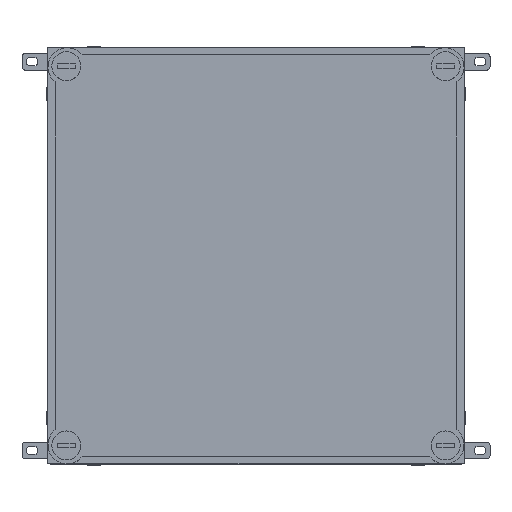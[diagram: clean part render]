
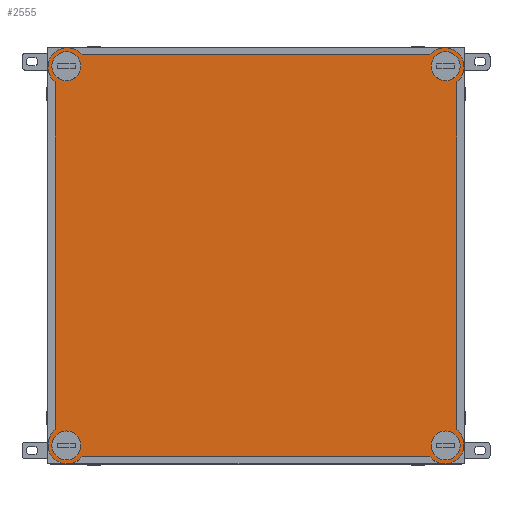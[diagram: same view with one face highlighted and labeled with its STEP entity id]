
A CAD part, top view. The second image highlights one B-rep face of the part: STEP entity #2555.
In plain terms, the highlighted planar face has unit normal (0, 0, 1).
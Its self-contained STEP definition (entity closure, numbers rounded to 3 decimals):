
#2555 = ADVANCED_FACE( '', ( #6578, #6579, #6580, #6581, #6582 ), #6583, .T. );
#6578 = FACE_BOUND( '', #12832, .T. );
#6579 = FACE_BOUND( '', #12833, .T. );
#6580 = FACE_BOUND( '', #12834, .T. );
#6581 = FACE_BOUND( '', #12835, .T. );
#6582 = FACE_OUTER_BOUND( '', #12836, .T. );
#6583 = PLANE( '', #12837 );
#12832 = EDGE_LOOP( '', ( #22266 ) );
#12833 = EDGE_LOOP( '', ( #22267 ) );
#12834 = EDGE_LOOP( '', ( #22268 ) );
#12835 = EDGE_LOOP( '', ( #22269 ) );
#12836 = EDGE_LOOP( '', ( #22270, #22271, #22272, #22273, #22274, #22275, #22276, #22277 ) );
#12837 = AXIS2_PLACEMENT_3D( '', #22278, #22279, #22280 );
#22266 = ORIENTED_EDGE( '', *, *, #36869, .F. );
#22267 = ORIENTED_EDGE( '', *, *, #36870, .F. );
#22268 = ORIENTED_EDGE( '', *, *, #36871, .F. );
#22269 = ORIENTED_EDGE( '', *, *, #36872, .F. );
#22270 = ORIENTED_EDGE( '', *, *, #36873, .T. );
#22271 = ORIENTED_EDGE( '', *, *, #36874, .T. );
#22272 = ORIENTED_EDGE( '', *, *, #36875, .T. );
#22273 = ORIENTED_EDGE( '', *, *, #36876, .T. );
#22274 = ORIENTED_EDGE( '', *, *, #36160, .F. );
#22275 = ORIENTED_EDGE( '', *, *, #36877, .T. );
#22276 = ORIENTED_EDGE( '', *, *, #36878, .F. );
#22277 = ORIENTED_EDGE( '', *, *, #36879, .T. );
#22278 = CARTESIAN_POINT( '', ( 0., 0., 30. ) );
#22279 = DIRECTION( '', ( 0., 0., 1. ) );
#22280 = DIRECTION( '', ( 1., 0., 0. ) );
#36160 = EDGE_CURVE( '', #42994, #42995, #42996, .T. );
#36869 = EDGE_CURVE( '', #44208, #44208, #44209, .T. );
#36870 = EDGE_CURVE( '', #44210, #44210, #44211, .T. );
#36871 = EDGE_CURVE( '', #44212, #44212, #44213, .T. );
#36872 = EDGE_CURVE( '', #44214, #44214, #44215, .T. );
#36873 = EDGE_CURVE( '', #44216, #44217, #44218, .T. );
#36874 = EDGE_CURVE( '', #44217, #44219, #44220, .T. );
#36875 = EDGE_CURVE( '', #44219, #44221, #44222, .T. );
#36876 = EDGE_CURVE( '', #44221, #42995, #44223, .T. );
#36877 = EDGE_CURVE( '', #42994, #44224, #44225, .T. );
#36878 = EDGE_CURVE( '', #44226, #44224, #44227, .T. );
#36879 = EDGE_CURVE( '', #44226, #44216, #44228, .T. );
#42994 = VERTEX_POINT( '', #52595 );
#42995 = VERTEX_POINT( '', #52596 );
#42996 = LINE( '', #52597, #52598 );
#44208 = VERTEX_POINT( '', #54230 );
#44209 = CIRCLE( '', #54231, 13. );
#44210 = VERTEX_POINT( '', #54232 );
#44211 = CIRCLE( '', #54233, 13. );
#44212 = VERTEX_POINT( '', #54234 );
#44213 = CIRCLE( '', #54235, 13. );
#44214 = VERTEX_POINT( '', #54236 );
#44215 = CIRCLE( '', #54237, 13. );
#44216 = VERTEX_POINT( '', #54238 );
#44217 = VERTEX_POINT( '', #54239 );
#44218 = LINE( '', #54240, #54241 );
#44219 = VERTEX_POINT( '', #54242 );
#44220 = CIRCLE( '', #54243, 17.18 );
#44221 = VERTEX_POINT( '', #54244 );
#44222 = LINE( '', #54245, #54246 );
#44223 = CIRCLE( '', #54247, 17.18 );
#44224 = VERTEX_POINT( '', #54248 );
#44225 = CIRCLE( '', #54249, 17.18 );
#44226 = VERTEX_POINT( '', #54250 );
#44227 = LINE( '', #54251, #54252 );
#44228 = CIRCLE( '', #54253, 17.18 );
#52595 = CARTESIAN_POINT( '', ( 342.439, 6.4, 30. ) );
#52596 = CARTESIAN_POINT( '', ( 30.561, 6.4, 30. ) );
#52597 = CARTESIAN_POINT( '', ( 373., 6.4, 30. ) );
#52598 = VECTOR( '', #63544, 1000. );
#54230 = CARTESIAN_POINT( '', ( 29.5, 356.5, 30. ) );
#54231 = AXIS2_PLACEMENT_3D( '', #64385, #64386, #64387 );
#54232 = CARTESIAN_POINT( '', ( 29.5, 16.5, 30. ) );
#54233 = AXIS2_PLACEMENT_3D( '', #64388, #64389, #64390 );
#54234 = CARTESIAN_POINT( '', ( 369.5, 16.5, 30. ) );
#54235 = AXIS2_PLACEMENT_3D( '', #64391, #64392, #64393 );
#54236 = CARTESIAN_POINT( '', ( 369.5, 356.5, 30. ) );
#54237 = AXIS2_PLACEMENT_3D( '', #64394, #64395, #64396 );
#54238 = CARTESIAN_POINT( '', ( 342.439, 366.6, 30. ) );
#54239 = CARTESIAN_POINT( '', ( 30.561, 366.6, 30. ) );
#54240 = CARTESIAN_POINT( '', ( 373., 366.6, 30. ) );
#54241 = VECTOR( '', #64397, 1000. );
#54242 = CARTESIAN_POINT( '', ( 6.4, 342.439, 30. ) );
#54243 = AXIS2_PLACEMENT_3D( '', #64398, #64399, #64400 );
#54244 = CARTESIAN_POINT( '', ( 6.4, 30.561, 30. ) );
#54245 = CARTESIAN_POINT( '', ( 6.4, 373., 30. ) );
#54246 = VECTOR( '', #64401, 1000. );
#54247 = AXIS2_PLACEMENT_3D( '', #64402, #64403, #64404 );
#54248 = CARTESIAN_POINT( '', ( 366.6, 30.561, 30. ) );
#54249 = AXIS2_PLACEMENT_3D( '', #64405, #64406, #64407 );
#54250 = CARTESIAN_POINT( '', ( 366.6, 342.439, 30. ) );
#54251 = CARTESIAN_POINT( '', ( 366.6, 373., 30. ) );
#54252 = VECTOR( '', #64408, 1000. );
#54253 = AXIS2_PLACEMENT_3D( '', #64409, #64410, #64411 );
#63544 = DIRECTION( '', ( -1., 0., 0. ) );
#64385 = CARTESIAN_POINT( '', ( 16.5, 356.5, 30. ) );
#64386 = DIRECTION( '', ( 0., 0., 1. ) );
#64387 = DIRECTION( '', ( 1., 0., 0. ) );
#64388 = CARTESIAN_POINT( '', ( 16.5, 16.5, 30. ) );
#64389 = DIRECTION( '', ( 0., 0., 1. ) );
#64390 = DIRECTION( '', ( 1., 0., 0. ) );
#64391 = CARTESIAN_POINT( '', ( 356.5, 16.5, 30. ) );
#64392 = DIRECTION( '', ( 0., 0., 1. ) );
#64393 = DIRECTION( '', ( 1., 0., 0. ) );
#64394 = CARTESIAN_POINT( '', ( 356.5, 356.5, 30. ) );
#64395 = DIRECTION( '', ( 0., 0., 1. ) );
#64396 = DIRECTION( '', ( 1., 0., 0. ) );
#64397 = DIRECTION( '', ( -1., 0., 0. ) );
#64398 = CARTESIAN_POINT( '', ( 17.2, 355.8, 30. ) );
#64399 = DIRECTION( '', ( 0., 0., 1. ) );
#64400 = DIRECTION( '', ( 1., 0., 0. ) );
#64401 = DIRECTION( '', ( 0., -1., 0. ) );
#64402 = CARTESIAN_POINT( '', ( 17.2, 17.2, 30. ) );
#64403 = DIRECTION( '', ( 0., 0., 1. ) );
#64404 = DIRECTION( '', ( 1., 0., 0. ) );
#64405 = CARTESIAN_POINT( '', ( 355.8, 17.2, 30. ) );
#64406 = DIRECTION( '', ( 0., 0., 1. ) );
#64407 = DIRECTION( '', ( 1., 0., 0. ) );
#64408 = DIRECTION( '', ( 0., -1., 0. ) );
#64409 = CARTESIAN_POINT( '', ( 355.8, 355.8, 30. ) );
#64410 = DIRECTION( '', ( 0., 0., 1. ) );
#64411 = DIRECTION( '', ( 1., 0., 0. ) );
